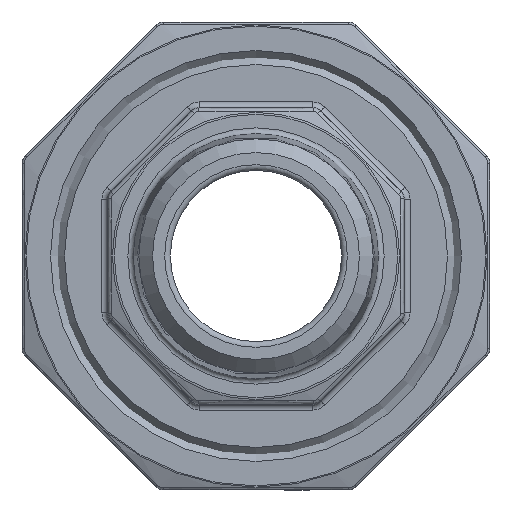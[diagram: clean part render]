
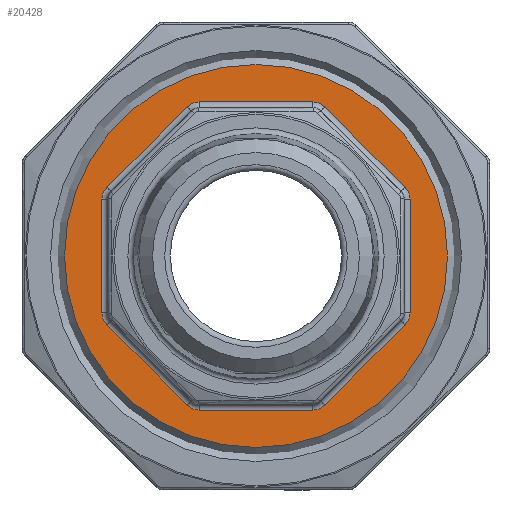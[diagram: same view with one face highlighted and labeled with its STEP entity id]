
A CAD part, left-side view. The second image highlights one B-rep face of the part: STEP entity #20428.
In plain terms, the highlighted planar face has unit normal (-1, 0, 0).
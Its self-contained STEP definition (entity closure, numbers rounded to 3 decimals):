
#101 = PLANE ( 'NONE',  #2055 ) ;
#464 = VERTEX_POINT ( 'NONE', #6272 ) ;
#626 = VECTOR ( 'NONE', #20174, 1000. ) ;
#738 = EDGE_CURVE ( 'NONE', #1529, #9262, #14764, .T. ) ;
#1122 = AXIS2_PLACEMENT_3D ( 'NONE', #12922, #11464, #1624 ) ;
#1139 = CARTESIAN_POINT ( 'NONE',  ( -9.5, 13.061, 6.031 ) ) ;
#1278 = EDGE_CURVE ( 'NONE', #17283, #2181, #10868, .T. ) ;
#1467 = CIRCLE ( 'NONE', #3513, 1.5 ) ;
#1529 = VERTEX_POINT ( 'NONE', #1139 ) ;
#1601 = CARTESIAN_POINT ( 'NONE',  ( -9.5, -1.158, -17.933 ) ) ;
#1624 = DIRECTION ( 'NONE',  ( 0., -1., 0. ) ) ;
#1782 = VECTOR ( 'NONE', #16039, 1000. ) ;
#2039 = EDGE_CURVE ( 'NONE', #14730, #17283, #13197, .T. ) ;
#2055 = AXIS2_PLACEMENT_3D ( 'NONE', #5200, #9842, #10270 ) ;
#2181 = VERTEX_POINT ( 'NONE', #8055 ) ;
#2207 = VERTEX_POINT ( 'NONE', #19263 ) ;
#2221 = CARTESIAN_POINT ( 'NONE',  ( -9.5, -1.158, 17.933 ) ) ;
#2471 = ORIENTED_EDGE ( 'NONE', *, *, #17384, .T. ) ;
#2577 = DIRECTION ( 'NONE',  ( 0., -1., 0. ) ) ;
#2973 = CARTESIAN_POINT ( 'NONE',  ( -9.5, -4.971, 13.5 ) ) ;
#3029 = DIRECTION ( 'NONE',  ( 0., -1., 0. ) ) ;
#3091 = DIRECTION ( 'NONE',  ( 0., 1., 0. ) ) ;
#3107 = VERTEX_POINT ( 'NONE', #5429 ) ;
#3242 = LINE ( 'NONE', #15974, #13604 ) ;
#3513 = AXIS2_PLACEMENT_3D ( 'NONE', #20681, #4425, #9379 ) ;
#3708 = CIRCLE ( 'NONE', #18464, 1.5 ) ;
#3718 = EDGE_CURVE ( 'NONE', #9262, #6747, #16933, .T. ) ;
#4096 = VECTOR ( 'NONE', #3091, 1000. ) ;
#4425 = DIRECTION ( 'NONE',  ( 1., 0., 0. ) ) ;
#4553 = CARTESIAN_POINT ( 'NONE',  ( -9.5, 13.5, -4.971 ) ) ;
#4682 = CARTESIAN_POINT ( 'NONE',  ( -9.5, 16.775, 0. ) ) ;
#4721 = DIRECTION ( 'NONE',  ( 1., 0., 0. ) ) ;
#4748 = LINE ( 'NONE', #8433, #10844 ) ;
#4787 = EDGE_CURVE ( 'NONE', #20038, #14730, #10028, .T. ) ;
#4889 = ORIENTED_EDGE ( 'NONE', *, *, #5074, .T. ) ;
#5074 = EDGE_CURVE ( 'NONE', #2207, #1529, #7355, .T. ) ;
#5200 = CARTESIAN_POINT ( 'NONE',  ( -9.5, 16.775, 0. ) ) ;
#5398 = ORIENTED_EDGE ( 'NONE', *, *, #1278, .T. ) ;
#5429 = CARTESIAN_POINT ( 'NONE',  ( -9.5, 4.971, -13.5 ) ) ;
#6086 = CARTESIAN_POINT ( 'NONE',  ( -9.5, 6.031, 13.061 ) ) ;
#6181 = ORIENTED_EDGE ( 'NONE', *, *, #18515, .T. ) ;
#6207 = DIRECTION ( 'NONE',  ( 0., -1., 0. ) ) ;
#6272 = CARTESIAN_POINT ( 'NONE',  ( -9.5, -13.061, 6.031 ) ) ;
#6344 = EDGE_CURVE ( 'NONE', #16360, #2207, #18506, .T. ) ;
#6446 = CARTESIAN_POINT ( 'NONE',  ( -9.5, -12., 4.971 ) ) ;
#6747 = VERTEX_POINT ( 'NONE', #10776 ) ;
#6879 = CARTESIAN_POINT ( 'NONE',  ( -9.5, 17.933, 1.158 ) ) ;
#6953 = ORIENTED_EDGE ( 'NONE', *, *, #18481, .F. ) ;
#7207 = CIRCLE ( 'NONE', #9903, 16.775 ) ;
#7355 = CIRCLE ( 'NONE', #7683, 1.5 ) ;
#7397 = CARTESIAN_POINT ( 'NONE',  ( -9.5, -6.031, -13.061 ) ) ;
#7584 = EDGE_CURVE ( 'NONE', #11516, #464, #17999, .T. ) ;
#7683 = AXIS2_PLACEMENT_3D ( 'NONE', #20550, #17449, #6207 ) ;
#7757 = EDGE_CURVE ( 'NONE', #11772, #17138, #4748, .T. ) ;
#8020 = DIRECTION ( 'NONE',  ( 1., 0., 0. ) ) ;
#8055 = CARTESIAN_POINT ( 'NONE',  ( -9.5, -4.971, -13.5 ) ) ;
#8199 = DIRECTION ( 'NONE',  ( 0., 1., 0. ) ) ;
#8433 = CARTESIAN_POINT ( 'NONE',  ( -9.5, 17.933, -1.158 ) ) ;
#8615 = ORIENTED_EDGE ( 'NONE', *, *, #738, .T. ) ;
#8657 = DIRECTION ( 'NONE',  ( 0., -0.707, -0.707 ) ) ;
#8742 = CIRCLE ( 'NONE', #18119, 1.5 ) ;
#8824 = ORIENTED_EDGE ( 'NONE', *, *, #7757, .T. ) ;
#9262 = VERTEX_POINT ( 'NONE', #6086 ) ;
#9336 = ORIENTED_EDGE ( 'NONE', *, *, #2039, .T. ) ;
#9379 = DIRECTION ( 'NONE',  ( 0., -1., 0. ) ) ;
#9559 = EDGE_CURVE ( 'NONE', #15826, #20038, #12485, .T. ) ;
#9842 = DIRECTION ( 'NONE',  ( -1., 0., 0. ) ) ;
#9903 = AXIS2_PLACEMENT_3D ( 'NONE', #11151, #4721, #8199 ) ;
#10028 = CIRCLE ( 'NONE', #20369, 1.5 ) ;
#10208 = AXIS2_PLACEMENT_3D ( 'NONE', #19608, #11674, #11574 ) ;
#10270 = DIRECTION ( 'NONE',  ( 0., -1., 0. ) ) ;
#10512 = ORIENTED_EDGE ( 'NONE', *, *, #4787, .T. ) ;
#10574 = ORIENTED_EDGE ( 'NONE', *, *, #9559, .T. ) ;
#10687 = ORIENTED_EDGE ( 'NONE', *, *, #19759, .T. ) ;
#10776 = CARTESIAN_POINT ( 'NONE',  ( -9.5, 4.971, 13.5 ) ) ;
#10844 = VECTOR ( 'NONE', #19230, 1000. ) ;
#10868 = CIRCLE ( 'NONE', #10208, 1.5 ) ;
#11151 = CARTESIAN_POINT ( 'NONE',  ( -9.5, 0., 0. ) ) ;
#11464 = DIRECTION ( 'NONE',  ( 1., 0., 0. ) ) ;
#11516 = VERTEX_POINT ( 'NONE', #17964 ) ;
#11574 = DIRECTION ( 'NONE',  ( 0., -1., 0. ) ) ;
#11674 = DIRECTION ( 'NONE',  ( 1., 0., 0. ) ) ;
#11772 = VERTEX_POINT ( 'NONE', #15835 ) ;
#12048 = CARTESIAN_POINT ( 'NONE',  ( -9.5, -13.061, -6.031 ) ) ;
#12485 = LINE ( 'NONE', #18952, #14041 ) ;
#12506 = EDGE_CURVE ( 'NONE', #17100, #11516, #18366, .T. ) ;
#12686 = ORIENTED_EDGE ( 'NONE', *, *, #14953, .T. ) ;
#12745 = DIRECTION ( 'NONE',  ( 0., -1., 0. ) ) ;
#12787 = FACE_OUTER_BOUND ( 'NONE', #19224, .T. ) ;
#12872 = VECTOR ( 'NONE', #18186, 1000. ) ;
#12893 = CARTESIAN_POINT ( 'NONE',  ( -9.5, -13.5, 4.971 ) ) ;
#12922 = CARTESIAN_POINT ( 'NONE',  ( -9.5, 4.971, 12. ) ) ;
#13062 = CARTESIAN_POINT ( 'NONE',  ( -9.5, -13.5, -4.971 ) ) ;
#13197 = LINE ( 'NONE', #1601, #1782 ) ;
#13556 = DIRECTION ( 'NONE',  ( 0., -1., 0. ) ) ;
#13604 = VECTOR ( 'NONE', #3029, 1000. ) ;
#13817 = CARTESIAN_POINT ( 'NONE',  ( -9.5, 13.5, 0. ) ) ;
#14041 = VECTOR ( 'NONE', #19056, 1000. ) ;
#14471 = LINE ( 'NONE', #20510, #4096 ) ;
#14523 = ORIENTED_EDGE ( 'NONE', *, *, #20361, .T. ) ;
#14561 = VECTOR ( 'NONE', #8657, 1000. ) ;
#14577 = FACE_BOUND ( 'NONE', #15437, .T. ) ;
#14730 = VERTEX_POINT ( 'NONE', #12048 ) ;
#14764 = LINE ( 'NONE', #6879, #12872 ) ;
#14953 = EDGE_CURVE ( 'NONE', #464, #15826, #8742, .T. ) ;
#15010 = ORIENTED_EDGE ( 'NONE', *, *, #3718, .T. ) ;
#15262 = ORIENTED_EDGE ( 'NONE', *, *, #7584, .T. ) ;
#15437 = EDGE_LOOP ( 'NONE', ( #16480, #4889, #8615, #15010, #6181, #18200, #15262, #12686, #10574, #10512, #9336, #5398, #14523, #10687, #8824, #2471 ) ) ;
#15785 = DIRECTION ( 'NONE',  ( 1., 0., 0. ) ) ;
#15826 = VERTEX_POINT ( 'NONE', #12893 ) ;
#15835 = CARTESIAN_POINT ( 'NONE',  ( -9.5, 6.031, -13.061 ) ) ;
#15930 = DIRECTION ( 'NONE',  ( 0., -1., 0. ) ) ;
#15934 = VERTEX_POINT ( 'NONE', #4682 ) ;
#15974 = CARTESIAN_POINT ( 'NONE',  ( -9.5, 16.775, 13.5 ) ) ;
#16039 = DIRECTION ( 'NONE',  ( 0., 0.707, -0.707 ) ) ;
#16360 = VERTEX_POINT ( 'NONE', #4553 ) ;
#16480 = ORIENTED_EDGE ( 'NONE', *, *, #6344, .T. ) ;
#16933 = CIRCLE ( 'NONE', #1122, 1.5 ) ;
#16997 = DIRECTION ( 'NONE',  ( 1., 0., 0. ) ) ;
#17100 = VERTEX_POINT ( 'NONE', #2973 ) ;
#17138 = VERTEX_POINT ( 'NONE', #17390 ) ;
#17283 = VERTEX_POINT ( 'NONE', #7397 ) ;
#17302 = DIRECTION ( 'NONE',  ( 1., 0., 0. ) ) ;
#17384 = EDGE_CURVE ( 'NONE', #17138, #16360, #1467, .T. ) ;
#17390 = CARTESIAN_POINT ( 'NONE',  ( -9.5, 13.061, -6.031 ) ) ;
#17449 = DIRECTION ( 'NONE',  ( 1., 0., 0. ) ) ;
#17964 = CARTESIAN_POINT ( 'NONE',  ( -9.5, -6.031, 13.061 ) ) ;
#17999 = LINE ( 'NONE', #2221, #14561 ) ;
#18119 = AXIS2_PLACEMENT_3D ( 'NONE', #6446, #8020, #13556 ) ;
#18186 = DIRECTION ( 'NONE',  ( 0., -0.707, 0.707 ) ) ;
#18200 = ORIENTED_EDGE ( 'NONE', *, *, #12506, .T. ) ;
#18366 = CIRCLE ( 'NONE', #19366, 1.5 ) ;
#18464 = AXIS2_PLACEMENT_3D ( 'NONE', #19257, #17302, #15930 ) ;
#18481 = EDGE_CURVE ( 'NONE', #15934, #15934, #7207, .T. ) ;
#18506 = LINE ( 'NONE', #13817, #626 ) ;
#18515 = EDGE_CURVE ( 'NONE', #6747, #17100, #3242, .T. ) ;
#18952 = CARTESIAN_POINT ( 'NONE',  ( -9.5, -13.5, 0. ) ) ;
#19056 = DIRECTION ( 'NONE',  ( 0., 0., -1. ) ) ;
#19223 = CARTESIAN_POINT ( 'NONE',  ( -9.5, -12., -4.971 ) ) ;
#19224 = EDGE_LOOP ( 'NONE', ( #6953 ) ) ;
#19230 = DIRECTION ( 'NONE',  ( 0., 0.707, 0.707 ) ) ;
#19257 = CARTESIAN_POINT ( 'NONE',  ( -9.5, 4.971, -12. ) ) ;
#19263 = CARTESIAN_POINT ( 'NONE',  ( -9.5, 13.5, 4.971 ) ) ;
#19366 = AXIS2_PLACEMENT_3D ( 'NONE', #20010, #16997, #2577 ) ;
#19608 = CARTESIAN_POINT ( 'NONE',  ( -9.5, -4.971, -12. ) ) ;
#19759 = EDGE_CURVE ( 'NONE', #3107, #11772, #3708, .T. ) ;
#20010 = CARTESIAN_POINT ( 'NONE',  ( -9.5, -4.971, 12. ) ) ;
#20038 = VERTEX_POINT ( 'NONE', #13062 ) ;
#20174 = DIRECTION ( 'NONE',  ( 0., 0., 1. ) ) ;
#20361 = EDGE_CURVE ( 'NONE', #2181, #3107, #14471, .T. ) ;
#20369 = AXIS2_PLACEMENT_3D ( 'NONE', #19223, #15785, #12745 ) ;
#20428 = ADVANCED_FACE ( 'NONE', ( #14577, #12787 ), #101, .T. ) ;
#20510 = CARTESIAN_POINT ( 'NONE',  ( -9.5, 16.775, -13.5 ) ) ;
#20550 = CARTESIAN_POINT ( 'NONE',  ( -9.5, 12., 4.971 ) ) ;
#20681 = CARTESIAN_POINT ( 'NONE',  ( -9.5, 12., -4.971 ) ) ;
